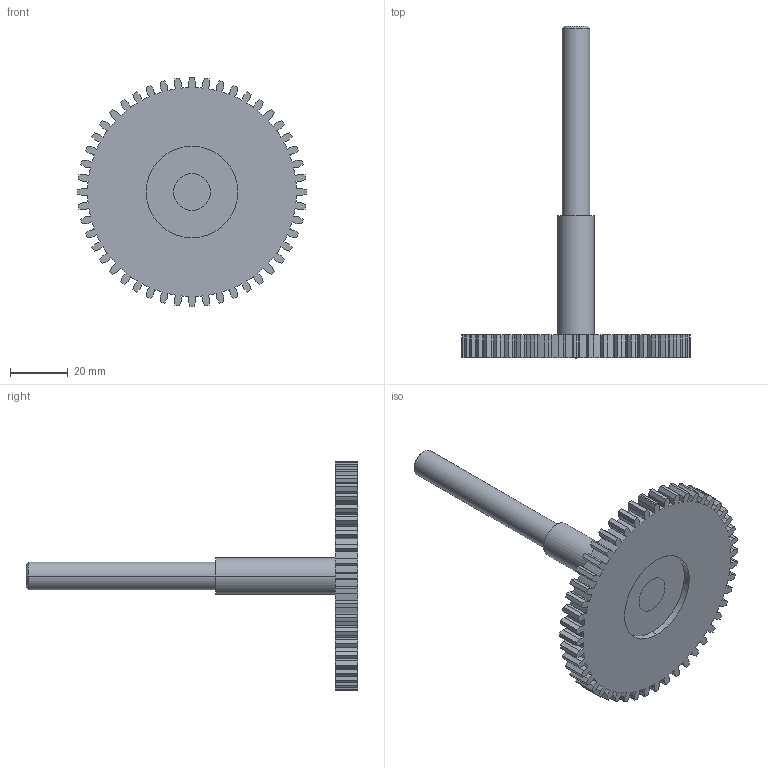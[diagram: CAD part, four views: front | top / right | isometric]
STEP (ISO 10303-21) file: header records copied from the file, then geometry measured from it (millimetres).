
FILE_DESCRIPTION (( 'STEP AP214' ), '1' );
FILE_NAME ('Çóá÷àòî ñïèðàëüíûé óêëàä÷èê (CE.22.0354).STEP', '2022-03-28T07:09:12', ( '' ), ( '' ), 'SwSTEP 2.0', 'SolidWorks 2020', '' );
FILE_SCHEMA (( 'AUTOMOTIVE_DESIGN' ));
Length unit declared in the file: millimetre
Products named in the file (3): Îñü óêëàä÷èêà 3H420-163.02; Çóá÷àòî ñïèðàëüíûé óêëàä÷èê (CE.22.0354); ﾘ褥 3H420-163.01_尚､ 逾珞
Assembly tree (2 placements, depth 2):
  Çóá÷àòî ñïèðàëüíûé óêëàä÷èê (CE.22.0354)
    ﾘ褥 3H420-163.01_尚､ 逾珞
    Îñü óêëàä÷èêà 3H420-163.02
Bounding box: 79.37 x 115.1 x 79.37 mm (x, y, z)
Volume: 43554.7 mm3; surface area: 17504.2 mm2
Topology: 2 solids, 2 shells, 305 faces, 895 edges, 596 vertices
Faces by surface type: plane 198, cylinder 105, cone 2
Entity records: 10239 total; most frequent: CARTESIAN_POINT 1801, ORIENTED_EDGE 1790, DIRECTION 1727, EDGE_CURVE 895, VECTOR 683, LINE 683, VERTEX_POINT 596, AXIS2_PLACEMENT_3D 522
